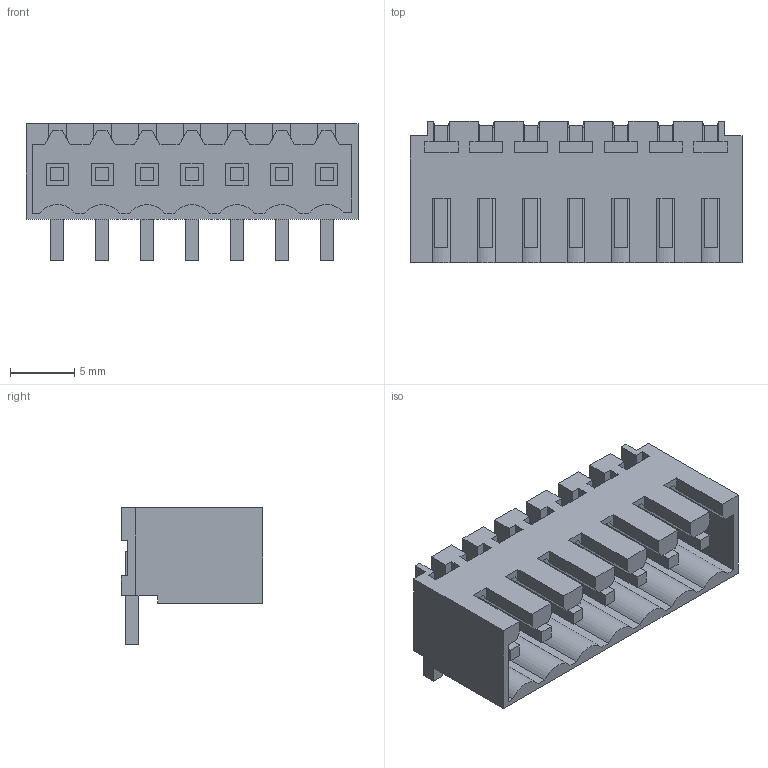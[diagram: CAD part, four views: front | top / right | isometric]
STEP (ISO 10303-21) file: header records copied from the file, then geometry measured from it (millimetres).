
FILE_DESCRIPTION(('CATIA V5 STEP Exchange','CAx-IF Rec.Pracs.--- Model Styling and Organization---1.2---2011-12-15'),'2;1');
FILE_NAME ('D1457184_0_1841680000_1841680000.stp','2018-03-10T11:02:52+00:00',('none'),('Weidmueller'),'CATIA Version 5-6 Release 2014','CATIA V5 STEP AP214','none');
FILE_SCHEMA(('AUTOMOTIVE_DESIGN { 1 0 10303 214 1 1 1 1 }'));
Length unit declared in the file: millimetre
Products named in the file (1): 1841680000
Bounding box: 25.9 x 11.05 x 10.65 mm (x, y, z)
Volume: 888.5 mm3; surface area: 2492.1 mm2
Topology: 8 solids, 8 shells, 397 faces, 1162 edges, 788 vertices
Faces by surface type: plane 390, cylinder 7
Entity records: 12036 total; most frequent: ORIENTED_EDGE 2324, CARTESIAN_POINT 2158, DIRECTION 1576, EDGE_CURVE 1162, VECTOR 1148, LINE 1148, VERTEX_POINT 788, EDGE_LOOP 418
